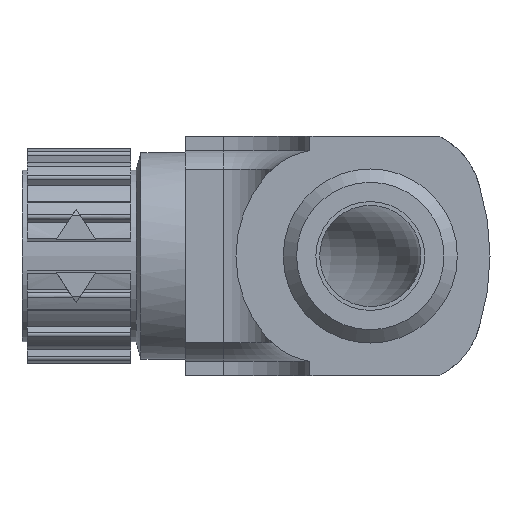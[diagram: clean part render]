
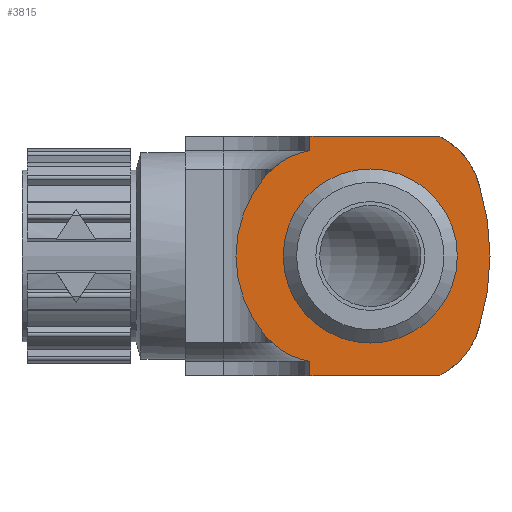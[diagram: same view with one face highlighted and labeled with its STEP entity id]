
A CAD part, front view. The second image highlights one B-rep face of the part: STEP entity #3815.
In plain terms, the highlighted planar face has unit normal (0, -1, 0).
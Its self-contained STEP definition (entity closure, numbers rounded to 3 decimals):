
#7 = DIRECTION ( 'NONE',  ( 0., 1., 0. ) ) ;
#30 = VERTEX_POINT ( 'NONE', #4447 ) ;
#61 = CIRCLE ( 'NONE', #4874, 7. ) ;
#97 = VECTOR ( 'NONE', #2224, 1000. ) ;
#98 = CARTESIAN_POINT ( 'NONE',  ( -4.31, 0., -2.8 ) ) ;
#114 = CARTESIAN_POINT ( 'NONE',  ( -5.54, 0., -9.691 ) ) ;
#273 = EDGE_CURVE ( 'NONE', #5617, #2778, #2814, .T. ) ;
#321 = DIRECTION ( 'NONE',  ( 1., 0., 0. ) ) ;
#328 = DIRECTION ( 'NONE',  ( -1., 0., 0. ) ) ;
#388 = EDGE_CURVE ( 'NONE', #2778, #5145, #696, .T. ) ;
#469 = EDGE_CURVE ( 'NONE', #5255, #5825, #1804, .T. ) ;
#488 = CARTESIAN_POINT ( 'NONE',  ( 0., 0., 8. ) ) ;
#496 = VERTEX_POINT ( 'NONE', #5681 ) ;
#534 = CARTESIAN_POINT ( 'NONE',  ( 10.045, 0., 6.382 ) ) ;
#548 = CARTESIAN_POINT ( 'NONE',  ( -4.31, 0., 2.8 ) ) ;
#561 = DIRECTION ( 'NONE',  ( 1., 0., 0. ) ) ;
#696 = CIRCLE ( 'NONE', #3811, 7. ) ;
#793 = CARTESIAN_POINT ( 'NONE',  ( -9.695, 0., 7.272 ) ) ;
#835 = DIRECTION ( 'NONE',  ( 0., 0., 1. ) ) ;
#878 = CIRCLE ( 'NONE', #1684, 7. ) ;
#931 = EDGE_CURVE ( 'NONE', #30, #5617, #1777, .T. ) ;
#968 = CARTESIAN_POINT ( 'NONE',  ( -5.54, 0., 9.691 ) ) ;
#998 = ORIENTED_EDGE ( 'NONE', *, *, #931, .F. ) ;
#1129 = CARTESIAN_POINT ( 'NONE',  ( 10.045, 0., -6.382 ) ) ;
#1248 = CARTESIAN_POINT ( 'NONE',  ( -9.695, 0., -7.272 ) ) ;
#1319 = CARTESIAN_POINT ( 'NONE',  ( 3.25, 0., -4.7 ) ) ;
#1358 = ORIENTED_EDGE ( 'NONE', *, *, #1936, .F. ) ;
#1369 = DIRECTION ( 'NONE',  ( 1., 0., 0. ) ) ;
#1379 = VERTEX_POINT ( 'NONE', #793 ) ;
#1433 = DIRECTION ( 'NONE',  ( 0., 1., 0. ) ) ;
#1677 = AXIS2_PLACEMENT_3D ( 'NONE', #2179, #5404, #4081 ) ;
#1684 = AXIS2_PLACEMENT_3D ( 'NONE', #548, #5423, #2571 ) ;
#1691 = CARTESIAN_POINT ( 'NONE',  ( 6.301, 0., -11. ) ) ;
#1777 = LINE ( 'NONE', #1691, #3133 ) ;
#1803 = DIRECTION ( 'NONE',  ( 0., -1., 0. ) ) ;
#1804 = CIRCLE ( 'NONE', #2312, 21.8 ) ;
#1856 = CARTESIAN_POINT ( 'NONE',  ( -5.54, 0., -11. ) ) ;
#1865 = VECTOR ( 'NONE', #4302, 1000. ) ;
#1936 = EDGE_CURVE ( 'NONE', #496, #2883, #2385, .T. ) ;
#2043 = ORIENTED_EDGE ( 'NONE', *, *, #2838, .F. ) ;
#2068 = VERTEX_POINT ( 'NONE', #2139 ) ;
#2081 = AXIS2_PLACEMENT_3D ( 'NONE', #98, #4768, #561 ) ;
#2090 = LINE ( 'NONE', #5936, #5887 ) ;
#2139 = CARTESIAN_POINT ( 'NONE',  ( 6.301, 0., 11. ) ) ;
#2179 = CARTESIAN_POINT ( 'NONE',  ( 3.25, 0., 4.7 ) ) ;
#2224 = DIRECTION ( 'NONE',  ( 0., 0., 1. ) ) ;
#2312 = AXIS2_PLACEMENT_3D ( 'NONE', #4772, #1433, #3338 ) ;
#2385 = LINE ( 'NONE', #968, #1865 ) ;
#2571 = DIRECTION ( 'NONE',  ( 1., 0., 0. ) ) ;
#2596 = DIRECTION ( 'NONE',  ( 0., 1., 0. ) ) ;
#2609 = CIRCLE ( 'NONE', #4996, 11.32 ) ;
#2748 = EDGE_LOOP ( 'NONE', ( #5503 ) ) ;
#2778 = VERTEX_POINT ( 'NONE', #114 ) ;
#2814 = LINE ( 'NONE', #1856, #97 ) ;
#2838 = EDGE_CURVE ( 'NONE', #1379, #496, #878, .T. ) ;
#2883 = VERTEX_POINT ( 'NONE', #3109 ) ;
#2903 = FACE_BOUND ( 'NONE', #2748, .T. ) ;
#3109 = CARTESIAN_POINT ( 'NONE',  ( -5.54, 0., 11. ) ) ;
#3133 = VECTOR ( 'NONE', #328, 1000. ) ;
#3336 = FACE_OUTER_BOUND ( 'NONE', #5599, .T. ) ;
#3338 = DIRECTION ( 'NONE',  ( 1., 0., 0. ) ) ;
#3422 = ORIENTED_EDGE ( 'NONE', *, *, #4723, .F. ) ;
#3504 = DIRECTION ( 'NONE',  ( 1., 0., 0. ) ) ;
#3509 = EDGE_CURVE ( 'NONE', #5825, #30, #61, .T. ) ;
#3651 = ORIENTED_EDGE ( 'NONE', *, *, #273, .F. ) ;
#3691 = ORIENTED_EDGE ( 'NONE', *, *, #5657, .F. ) ;
#3811 = AXIS2_PLACEMENT_3D ( 'NONE', #4318, #7, #5435 ) ;
#3815 = ADVANCED_FACE ( 'NONE', ( #2903, #3336 ), #4407, .F. ) ;
#3944 = EDGE_CURVE ( 'NONE', #2068, #5255, #4487, .T. ) ;
#4036 = CARTESIAN_POINT ( 'NONE',  ( -1.02, 0., 0. ) ) ;
#4081 = DIRECTION ( 'NONE',  ( 1., 0., 0. ) ) ;
#4291 = AXIS2_PLACEMENT_3D ( 'NONE', #4691, #1803, #835 ) ;
#4302 = DIRECTION ( 'NONE',  ( 0., 0., 1. ) ) ;
#4318 = CARTESIAN_POINT ( 'NONE',  ( -4.31, 0., -2.8 ) ) ;
#4397 = CIRCLE ( 'NONE', #4291, 8. ) ;
#4407 = PLANE ( 'NONE',  #2081 ) ;
#4441 = EDGE_CURVE ( 'NONE', #4786, #4786, #4397, .T. ) ;
#4444 = ORIENTED_EDGE ( 'NONE', *, *, #469, .F. ) ;
#4447 = CARTESIAN_POINT ( 'NONE',  ( 6.301, 0., -11. ) ) ;
#4487 = CIRCLE ( 'NONE', #1677, 7. ) ;
#4691 = CARTESIAN_POINT ( 'NONE',  ( 0., 0., 0. ) ) ;
#4723 = EDGE_CURVE ( 'NONE', #2883, #2068, #2090, .T. ) ;
#4727 = ORIENTED_EDGE ( 'NONE', *, *, #388, .F. ) ;
#4742 = ORIENTED_EDGE ( 'NONE', *, *, #3509, .F. ) ;
#4768 = DIRECTION ( 'NONE',  ( 0., 1., 0. ) ) ;
#4772 = CARTESIAN_POINT ( 'NONE',  ( -10.8, 0., 0. ) ) ;
#4786 = VERTEX_POINT ( 'NONE', #488 ) ;
#4874 = AXIS2_PLACEMENT_3D ( 'NONE', #1319, #6183, #1369 ) ;
#4996 = AXIS2_PLACEMENT_3D ( 'NONE', #4036, #2596, #321 ) ;
#5145 = VERTEX_POINT ( 'NONE', #1248 ) ;
#5255 = VERTEX_POINT ( 'NONE', #534 ) ;
#5344 = ORIENTED_EDGE ( 'NONE', *, *, #3944, .F. ) ;
#5404 = DIRECTION ( 'NONE',  ( 0., 1., 0. ) ) ;
#5414 = CARTESIAN_POINT ( 'NONE',  ( -5.54, 0., -11. ) ) ;
#5423 = DIRECTION ( 'NONE',  ( 0., 1., 0. ) ) ;
#5435 = DIRECTION ( 'NONE',  ( 1., 0., 0. ) ) ;
#5503 = ORIENTED_EDGE ( 'NONE', *, *, #4441, .F. ) ;
#5599 = EDGE_LOOP ( 'NONE', ( #4727, #3651, #998, #4742, #4444, #5344, #3422, #1358, #2043, #3691 ) ) ;
#5617 = VERTEX_POINT ( 'NONE', #5414 ) ;
#5657 = EDGE_CURVE ( 'NONE', #5145, #1379, #2609, .T. ) ;
#5681 = CARTESIAN_POINT ( 'NONE',  ( -5.54, 0., 9.691 ) ) ;
#5825 = VERTEX_POINT ( 'NONE', #1129 ) ;
#5887 = VECTOR ( 'NONE', #3504, 1000. ) ;
#5936 = CARTESIAN_POINT ( 'NONE',  ( -5.54, 0., 11. ) ) ;
#6183 = DIRECTION ( 'NONE',  ( 0., 1., 0. ) ) ;
